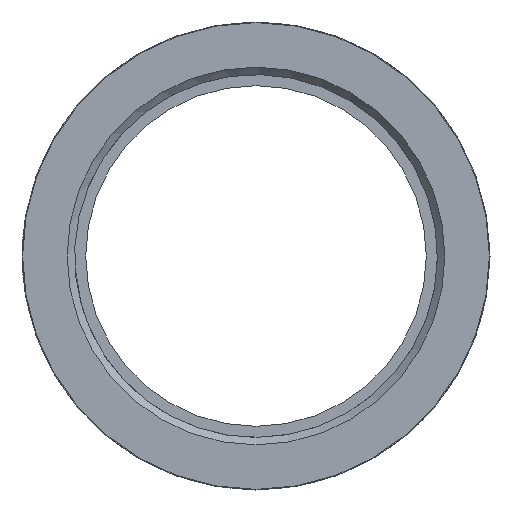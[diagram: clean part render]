
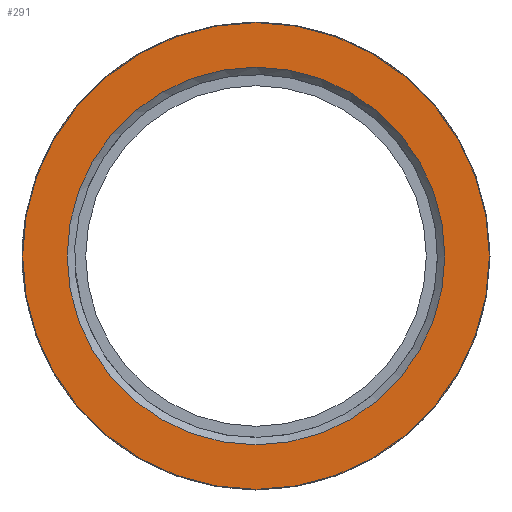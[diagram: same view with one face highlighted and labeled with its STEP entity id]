
A CAD part, left-side view. The second image highlights one B-rep face of the part: STEP entity #291.
In plain terms, the highlighted planar face has unit normal (-1, 0, 0).
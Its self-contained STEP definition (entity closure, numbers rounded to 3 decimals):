
#122=PLANE('',#5228);
#291=ADVANCED_FACE('',(#594,#595),#122,.F.);
#594=FACE_BOUND('',#858,.T.);
#595=FACE_BOUND('',#859,.T.);
#858=EDGE_LOOP('',(#1820));
#859=EDGE_LOOP('',(#1821));
#1820=ORIENTED_EDGE('',*,*,#3864,.T.);
#1821=ORIENTED_EDGE('',*,*,#3862,.T.);
#3052=VERTEX_POINT('',#8549);
#3054=VERTEX_POINT('',#8554);
#3862=EDGE_CURVE('',#3052,#3052,#5076,.T.);
#3864=EDGE_CURVE('',#3054,#3054,#5078,.T.);
#5076=CIRCLE('',#5224,15.8);
#5078=CIRCLE('',#5227,12.75);
#5224=AXIS2_PLACEMENT_3D('',#8548,#5515,#5516);
#5227=AXIS2_PLACEMENT_3D('',#8553,#5521,#5522);
#5228=AXIS2_PLACEMENT_3D('',#8555,#5523,#5524);
#5515=DIRECTION('',(-1.,0.,0.));
#5516=DIRECTION('',(0.,0.,1.));
#5521=DIRECTION('',(1.,0.,0.));
#5522=DIRECTION('',(0.,0.,-1.));
#5523=DIRECTION('',(1.,0.,0.));
#5524=DIRECTION('',(0.,0.,-1.));
#8548=CARTESIAN_POINT('',(-24.52,0.,0.));
#8549=CARTESIAN_POINT('',(-24.52,0.,15.8));
#8553=CARTESIAN_POINT('',(-24.52,0.,0.));
#8554=CARTESIAN_POINT('',(-24.52,0.,-12.75));
#8555=CARTESIAN_POINT('',(-24.52,15.8,0.));
